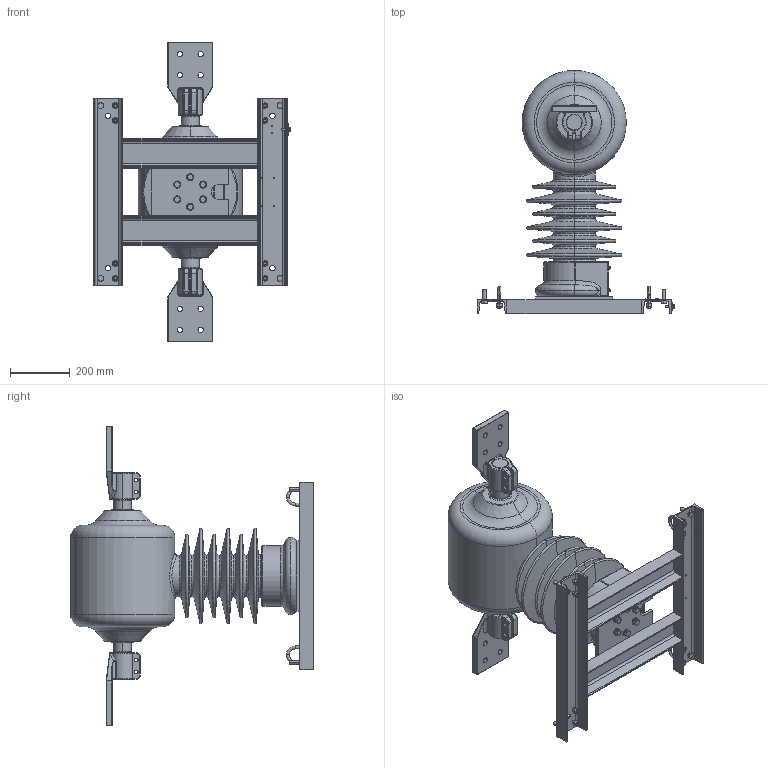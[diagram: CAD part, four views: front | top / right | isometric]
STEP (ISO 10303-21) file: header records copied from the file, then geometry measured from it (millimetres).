
FILE_DESCRIPTION (( 'STEP AP214' ), '1' );
FILE_NAME ('ﾒﾎﾋ-35 III-II(III; V-4; V-5) 褞跫. 4000 ﾀ.STEP', '2022-08-04T04:46:49', ( '' ), ( '' ), 'SwSTEP 2.0', 'SolidWorks 2010', '' );
FILE_SCHEMA (( 'AUTOMOTIVE_DESIGN' ));
Length unit declared in the file: millimetre
Products named in the file (1): ﾒﾎﾋ-35 III-II(III; V-4; V-5) 褞跫. 4000 ﾀ
Bounding box: 663.9 x 816 x 1005 mm (x, y, z)
Volume: 56455715.3 mm3; surface area: 2921427.6 mm2
Topology: 78 solids, 78 shells, 1879 faces, 4496 edges, 2822 vertices
Faces by surface type: plane 750, cylinder 487, cone 400, torus 141, bspline 61, sphere 40
Entity records: 81086 total; most frequent: CARTESIAN_POINT 15384, DIRECTION 9594, ORIENTED_EDGE 8916, EDGE_CURVE 4458, AXIS2_PLACEMENT_3D 3731, VERTEX_POINT 2822, EDGE_LOOP 2136, LINE 2132
